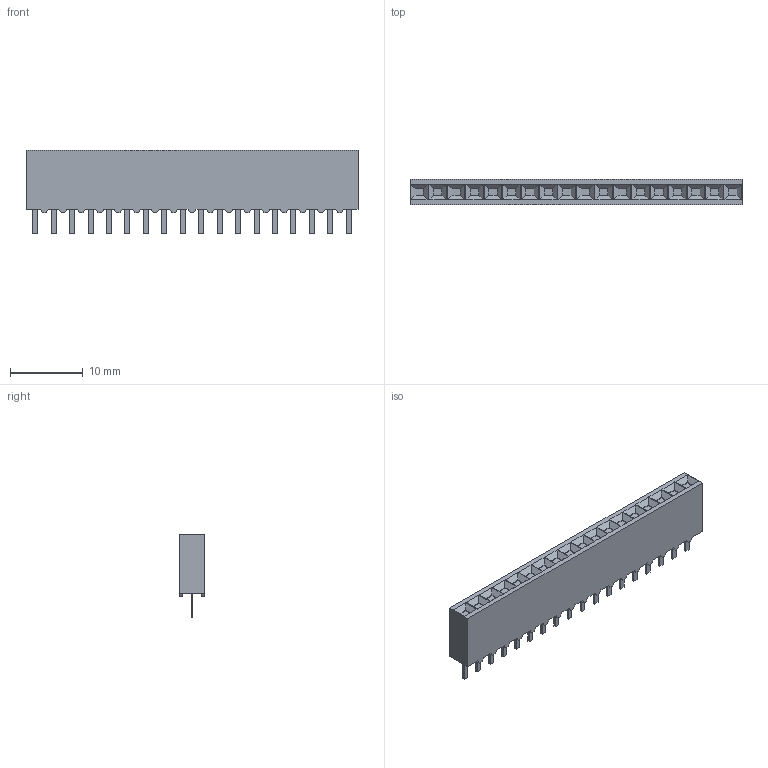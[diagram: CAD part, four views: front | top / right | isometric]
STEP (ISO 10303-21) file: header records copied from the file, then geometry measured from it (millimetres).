
FILE_DESCRIPTION(/* description */ (''),/* implementation_level */ '2;1');
FILE_NAME(/* name */ 'red_18pin.stp',/* time_stamp */ '2017-03-24T20:36:45-04:00',/* author */ ('Baycken'),/* organization */ ('Tyco Electronics Ltd.'),/* preprocessor_version */ 'ST-DEVELOPER v16.5',/* originating_system */ 'Autodesk Inventor 2017',/* authorisation */ '');
FILE_SCHEMA (('AUTOMOTIVE_DESIGN { 1 0 10303 214 3 1 1 }'));
Length unit declared in the file: millimetre
Products named in the file (1): Part4
Bounding box: 45.72 x 3.56 x 11.56 mm (x, y, z)
Volume: 1289.9 mm3; surface area: 1425.2 mm2
Topology: 1 solids, 1 shells, 484 faces, 1212 edges, 784 vertices
Faces by surface type: plane 484
Entity records: 14561 total; most frequent: CARTESIAN_POINT 2481, ORIENTED_EDGE 2424, DIRECTION 2182, LINE 1212, VECTOR 1212, EDGE_CURVE 1212, VERTEX_POINT 784, EDGE_LOOP 538
